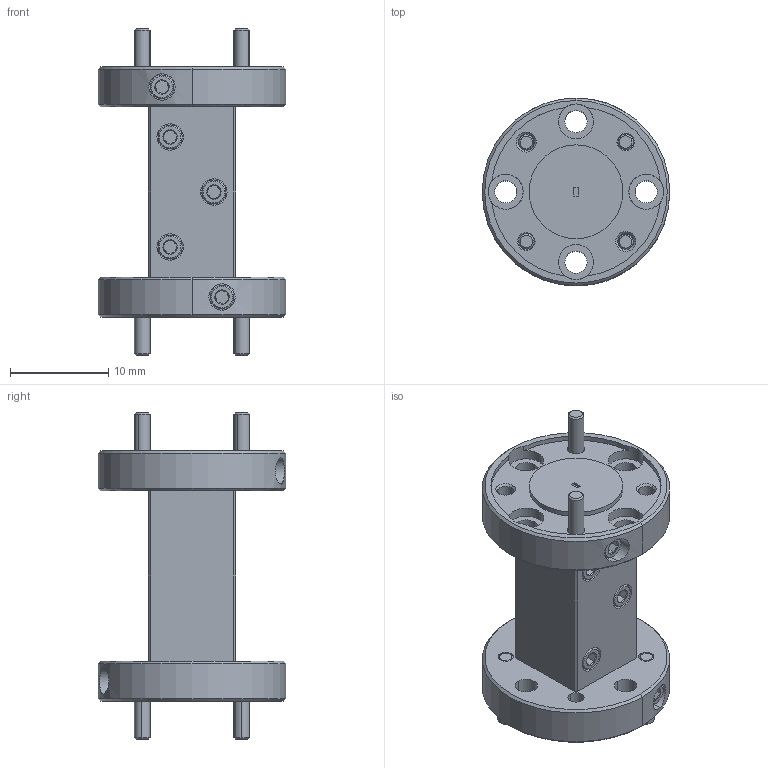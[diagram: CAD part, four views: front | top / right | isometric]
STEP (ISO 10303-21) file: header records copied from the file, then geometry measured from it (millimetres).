
FILE_DESCRIPTION (( 'STEP AP203' ), '1' );
FILE_NAME ('SWG-03010-F1.STEP', '2023-01-18T23:09:00', ( '' ), ( '' ), 'SwSTEP 2.0', 'SolidWorks 2021', '' );
FILE_SCHEMA (( 'CONFIG_CONTROL_DESIGN' ));
Length unit declared in the file: inch
Products named in the file (1): SWG-03010-F1
Bounding box: 19.05 x 19.05 x 33.15 mm (x, y, z)
Volume: 3304.1 mm3; surface area: 2914.7 mm2
Topology: 5 solids, 6 shells, 400 faces, 850 edges, 500 vertices
Faces by surface type: cone 150, plane 134, cylinder 116
Entity records: 11187 total; most frequent: CARTESIAN_POINT 2313, DIRECTION 1964, ORIENTED_EDGE 1700, EDGE_CURVE 850, AXIS2_PLACEMENT_3D 791, VERTEX_POINT 500, EDGE_LOOP 472, FACE_OUTER_BOUND 400
